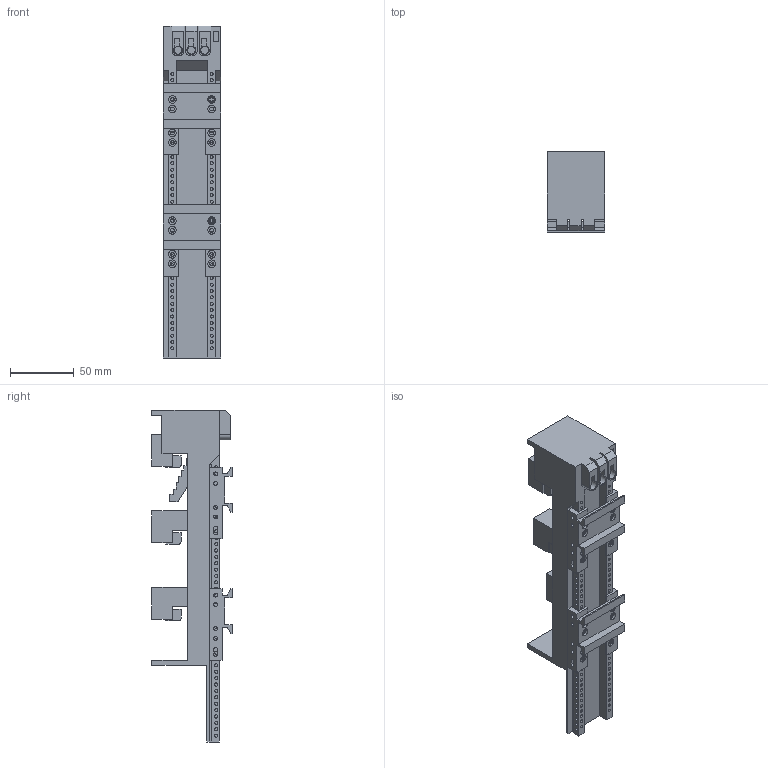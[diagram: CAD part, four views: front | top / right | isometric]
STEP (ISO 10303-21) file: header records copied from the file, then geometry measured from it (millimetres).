
FILE_DESCRIPTION(/* description */ ('STEP AP214'),/* implementation_level */ '2;1');
FILE_NAME(/* name */ '32487',/* time_stamp */ '2023-10-09T11:44:49+02:00',/* author */ ('License CC BY-ND 4.0'),/* organization */ ('CADENAS'),/* preprocessor_version */ 'ST-DEVELOPER v19.3',/* originating_system */ 'PARTsolutions',/* authorisation */ ' ');
FILE_SCHEMA (('AUTOMOTIVE_DESIGN {1 0 10303 214 3 1 1}'));
Length unit declared in the file: millimetre
Products named in the file (4): 32487; 80034CrossBoardScrew; 79350ACrossBoardAdapter; Basis45x260F
Assembly tree (5 placements, depth 2):
  32487
    80034CrossBoardScrew  x2
    79350ACrossBoardAdapter  x2
    Basis45x260F
Bounding box: 45 x 63 x 260 mm (x, y, z)
Volume: 274302.6 mm3; surface area: 86628.7 mm2
Topology: 5 solids, 5 shells, 679 faces, 1395 edges, 927 vertices
Faces by surface type: plane 416, cylinder 257, sphere 4, torus 2
Full cylindrical faces by diameter (mm): 2.4 x88, 2.5 x88, 3 x32, 5 x2, 6 x19
Entity records: 17611 total; most frequent: DIRECTION 2564, CARTESIAN_POINT 2308, ORIENTED_EDGE 1876, AXIS2_PLACEMENT_3D 1045, EDGE_LOOP 1015, FACE_BOUND 1015, EDGE_CURVE 938, VERTEX_POINT 757
